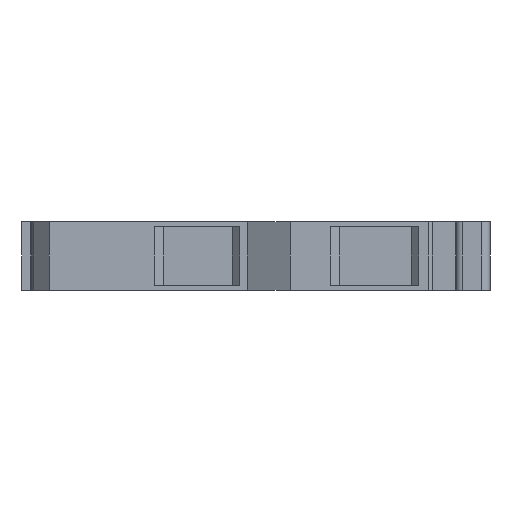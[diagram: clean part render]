
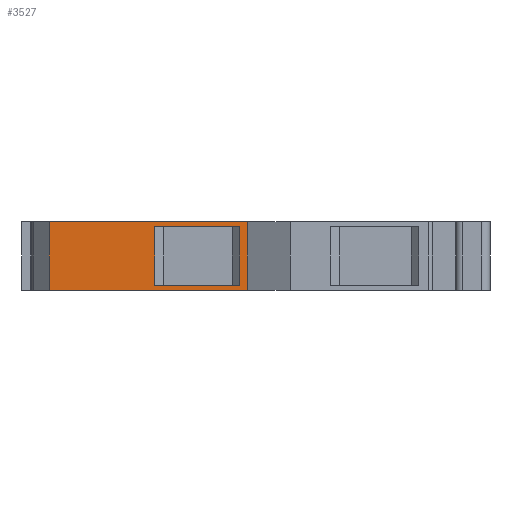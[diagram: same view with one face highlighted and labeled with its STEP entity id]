
A CAD part, left-side view. The second image highlights one B-rep face of the part: STEP entity #3527.
In plain terms, the highlighted planar face has unit normal (-1, 0, 0).
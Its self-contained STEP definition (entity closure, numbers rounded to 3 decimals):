
#534=DIRECTION('',(0.,-1.,0.));
#535=VECTOR('',#534,23.1);
#536=CARTESIAN_POINT('',(-26.1,45.7,-4.));
#537=LINE('',#536,#535);
#730=DIRECTION('',(0.,0.,1.));
#731=VECTOR('',#730,8.);
#732=CARTESIAN_POINT('',(-26.1,22.6,-4.));
#733=LINE('',#732,#731);
#744=DIRECTION('',(0.,0.,1.));
#745=VECTOR('',#744,8.);
#746=CARTESIAN_POINT('',(-26.1,45.7,-4.));
#747=LINE('',#746,#745);
#748=DIRECTION('',(0.,1.,0.));
#749=VECTOR('',#748,9.918);
#750=CARTESIAN_POINT('',(-26.1,23.5,-3.4));
#751=LINE('',#750,#749);
#752=DIRECTION('',(0.,0.,1.));
#753=VECTOR('',#752,6.8);
#754=CARTESIAN_POINT('',(-26.1,23.5,-3.4));
#755=LINE('',#754,#753);
#756=DIRECTION('',(0.,1.,0.));
#757=VECTOR('',#756,9.918);
#758=CARTESIAN_POINT('',(-26.1,23.5,3.4));
#759=LINE('',#758,#757);
#760=DIRECTION('',(0.,0.,1.));
#761=VECTOR('',#760,6.8);
#762=CARTESIAN_POINT('',(-26.1,33.418,-3.4));
#763=LINE('',#762,#761);
#1339=DIRECTION('',(0.,-1.,0.));
#1340=VECTOR('',#1339,23.1);
#1341=CARTESIAN_POINT('',(-26.1,45.7,4.));
#1342=LINE('',#1341,#1340);
#2591=CARTESIAN_POINT('',(-26.1,45.7,-4.));
#2592=VERTEX_POINT('',#2591);
#2593=CARTESIAN_POINT('',(-26.1,22.6,-4.));
#2594=VERTEX_POINT('',#2593);
#2913=CARTESIAN_POINT('',(-26.1,45.7,4.));
#2914=VERTEX_POINT('',#2913);
#2915=CARTESIAN_POINT('',(-26.1,22.6,4.));
#2916=VERTEX_POINT('',#2915);
#3035=CARTESIAN_POINT('',(-26.1,23.5,-3.4));
#3036=CARTESIAN_POINT('',(-26.1,33.418,-3.4));
#3037=VERTEX_POINT('',#3035);
#3038=VERTEX_POINT('',#3036);
#3039=CARTESIAN_POINT('',(-26.1,23.5,3.4));
#3040=CARTESIAN_POINT('',(-26.1,33.418,3.4));
#3041=VERTEX_POINT('',#3039);
#3042=VERTEX_POINT('',#3040);
#3504=CARTESIAN_POINT('',(-26.1,45.7,-4.));
#3505=DIRECTION('',(-1.,0.,0.));
#3506=DIRECTION('',(0.,-1.,0.));
#3507=AXIS2_PLACEMENT_3D('',#3504,#3505,#3506);
#3508=PLANE('',#3507);
#3509=ORIENTED_EDGE('',*,*,#3336,.F.);
#3511=ORIENTED_EDGE('',*,*,#3510,.T.);
#3513=ORIENTED_EDGE('',*,*,#3512,.T.);
#3514=ORIENTED_EDGE('',*,*,#3490,.F.);
#3515=EDGE_LOOP('',(#3509,#3511,#3513,#3514));
#3516=FACE_OUTER_BOUND('',#3515,.F.);
#3518=ORIENTED_EDGE('',*,*,#3517,.F.);
#3520=ORIENTED_EDGE('',*,*,#3519,.T.);
#3522=ORIENTED_EDGE('',*,*,#3521,.T.);
#3524=ORIENTED_EDGE('',*,*,#3523,.F.);
#3525=EDGE_LOOP('',(#3518,#3520,#3522,#3524));
#3526=FACE_BOUND('',#3525,.F.);
#3527=ADVANCED_FACE('',(#3516,#3526),#3508,.T.);
#3336=EDGE_CURVE('',#2592,#2594,#537,.T.);
#3490=EDGE_CURVE('',#2594,#2916,#733,.T.);
#3510=EDGE_CURVE('',#2592,#2914,#747,.T.);
#3512=EDGE_CURVE('',#2914,#2916,#1342,.T.);
#3517=EDGE_CURVE('',#3037,#3038,#751,.T.);
#3519=EDGE_CURVE('',#3037,#3041,#755,.T.);
#3521=EDGE_CURVE('',#3041,#3042,#759,.T.);
#3523=EDGE_CURVE('',#3038,#3042,#763,.T.);
